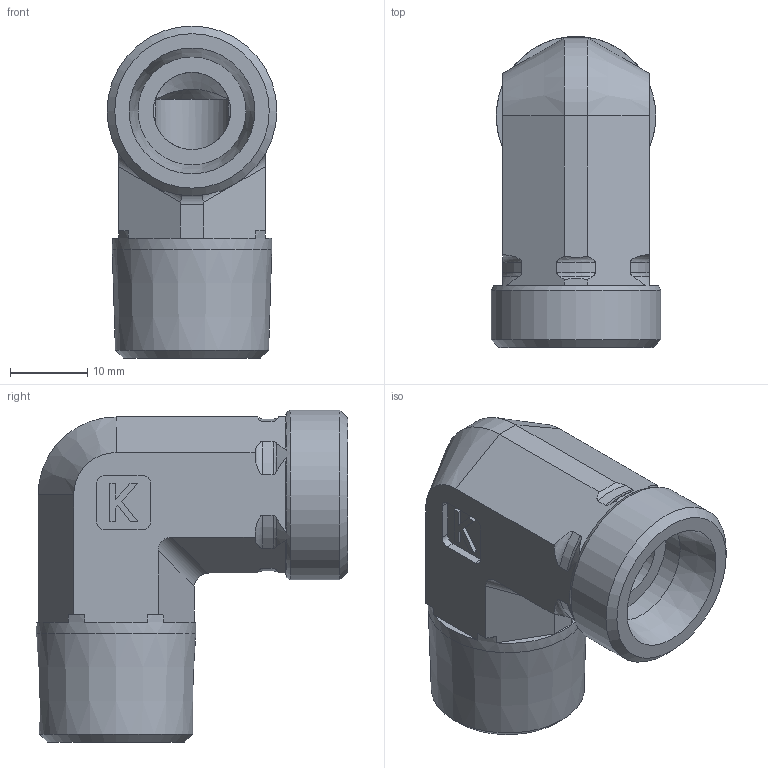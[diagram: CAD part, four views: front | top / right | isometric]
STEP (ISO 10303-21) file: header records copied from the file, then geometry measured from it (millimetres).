
FILE_DESCRIPTION((''),'2;1');
FILE_NAME('21003142022.stp','2014-08-27T10:44:30',(''),('KNOMI spol. s r. o.'),'Autodesk Inventor 2012','Autodesk Inventor 2012','');
FILE_SCHEMA(('AUTOMOTIVE_DESIGN { 1 2 10303 214 0 1 1 1 }'));
Length unit declared in the file: millimetre
Products named in the file (1): LHCM3 14SMkuž M20x1,5/M22x1
Bounding box: 22 x 40.33 x 43 mm (x, y, z)
Volume: 13980.2 mm3; surface area: 6502.3 mm2
Topology: 1 solids, 1 shells, 108 faces, 288 edges, 185 vertices
Faces by surface type: plane 53, cylinder 23, cone 16, torus 16
Full cylindrical faces by diameter (mm): 10 x2, 14 x1, 20.657 x1, 22 x1
Entity records: 3446 total; most frequent: CARTESIAN_POINT 850, ORIENTED_EDGE 544, DIRECTION 520, EDGE_CURVE 272, AXIS2_PLACEMENT_3D 192, VERTEX_POINT 180, VECTOR 136, LINE 136
